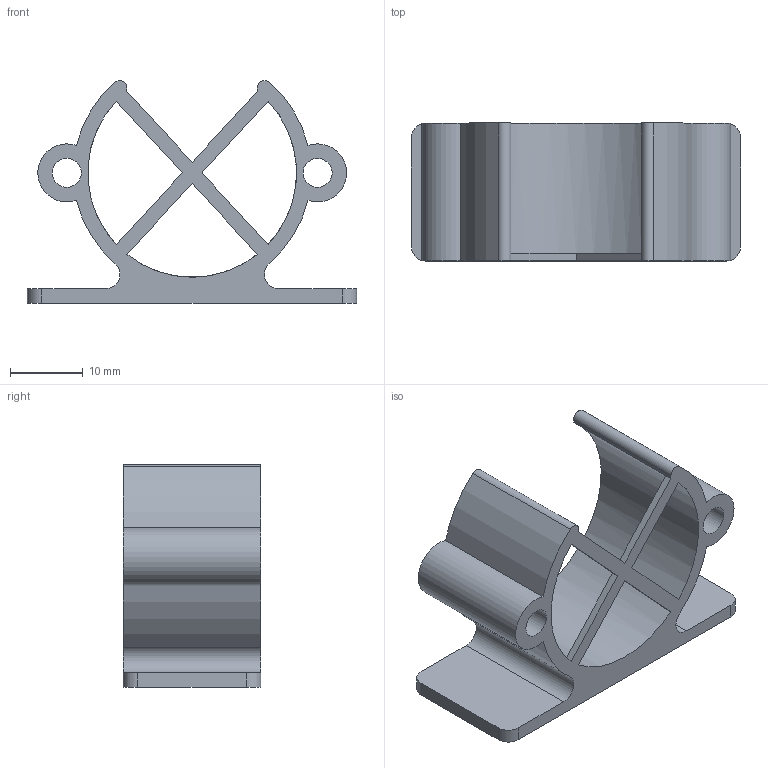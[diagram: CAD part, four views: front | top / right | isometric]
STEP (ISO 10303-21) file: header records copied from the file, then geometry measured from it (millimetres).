
FILE_DESCRIPTION(/* description */ ('STEP AP214'),/* implementation_level */ '2;1');
FILE_NAME(/* name */ '680ea3f83505ca3229baca98',/* time_stamp */ '2025-04-27T21:39:04Z',/* author */ (''),/* organization */ (''),/* preprocessor_version */ 'ST-DEVELOPER v20',/* originating_system */ 'ONSHAPE BY PTC INC, 1.197',/* authorisation */ ' ');
FILE_SCHEMA (('AUTOMOTIVE_DESIGN {1 0 10303 214 3 1 1}'));
Length unit declared in the file: metre
Products named in the file (1): Part 1
Bounding box: 45.41 x 19 x 30.69 mm (x, y, z)
Volume: 5818.8 mm3; surface area: 5741.2 mm2
Topology: 1 solids, 1 shells, 35 faces, 106 edges, 70 vertices
Faces by surface type: plane 18, cylinder 17
Full cylindrical faces by diameter (mm): 4 x2
Entity records: 1244 total; most frequent: DIRECTION 216, CARTESIAN_POINT 210, ORIENTED_EDGE 208, EDGE_CURVE 104, AXIS2_PLACEMENT_3D 76, VERTEX_POINT 70, LINE 64, VECTOR 64
